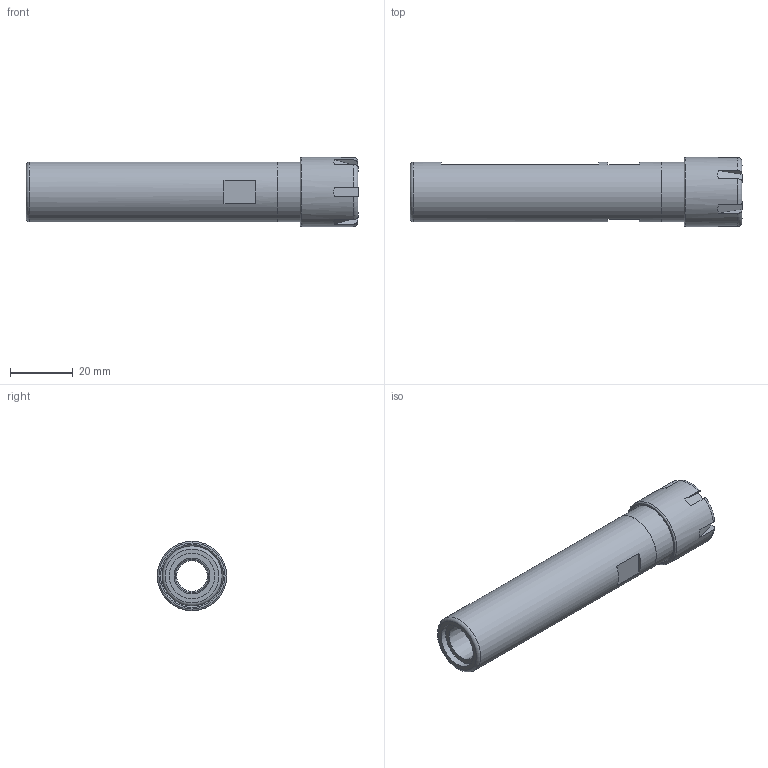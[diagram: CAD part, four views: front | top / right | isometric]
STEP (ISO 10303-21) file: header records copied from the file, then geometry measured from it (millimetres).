
FILE_DESCRIPTION(/* description */ (''),/* implementation_level */ '2;1');
FILE_NAME(/* name */ 'S075-ER16M-0342C.stp',/* time_stamp */ '2019-06-13T16:36:37-05:00',/* author */ ('ldfli'),/* organization */ (''),/* preprocessor_version */ 'ST-DEVELOPER v18',/* originating_system */ 'Autodesk Inventor LT',/* authorisation */ '');
FILE_SCHEMA (('AUTOMOTIVE_DESIGN { 1 0 10303 214 3 1 1 }'));
Length unit declared in the file: millimetre
Products named in the file (1): S075-ER16M-0342C
Bounding box: 105.54 x 22 x 22 mm (x, y, z)
Volume: 20204 mm3; surface area: 12021.2 mm2
Topology: 2 solids, 2 shells, 69 faces, 191 edges, 135 vertices
Faces by surface type: plane 38, cylinder 12, torus 10, cone 9
Full cylindrical faces by diameter (mm): 9.728 x1, 10.719 x1, 11.21 x1, 12.55 x1, 14.5 x1, 16.3 x1, 18 x1, 18.5 x1, 19 x1, 19.05 x1, 19.4 x1, 22 x1
Entity records: 2424 total; most frequent: CARTESIAN_POINT 504, DIRECTION 422, ORIENTED_EDGE 382, EDGE_CURVE 191, AXIS2_PLACEMENT_3D 173, VERTEX_POINT 135, CIRCLE 96, EDGE_LOOP 82
